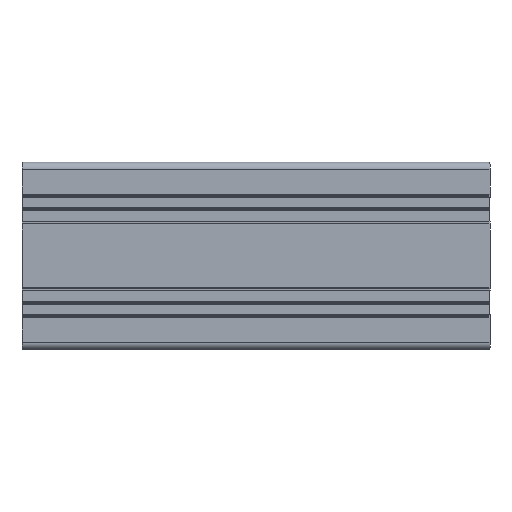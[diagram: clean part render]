
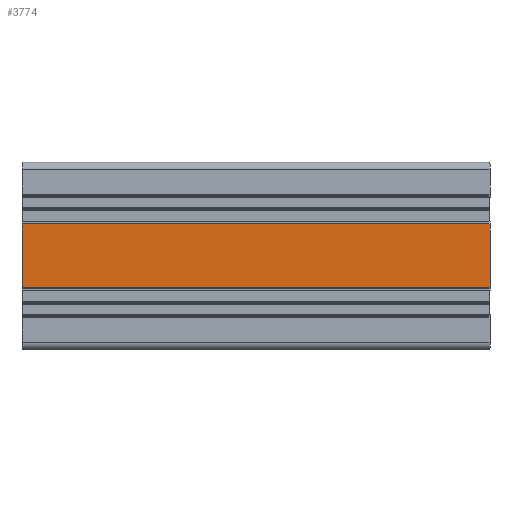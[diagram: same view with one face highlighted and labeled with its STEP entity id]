
A CAD part, top view. The second image highlights one B-rep face of the part: STEP entity #3774.
In plain terms, the highlighted planar face has unit normal (0, 0, 1).
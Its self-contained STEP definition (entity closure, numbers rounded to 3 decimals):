
#760 = CARTESIAN_POINT ( 'NONE',  ( 98.719, 14.927, 120. ) ) ;
#1138 = DIRECTION ( 'NONE',  ( 0., -1., 0. ) ) ;
#1883 = LINE ( 'NONE', #20288, #2727 ) ;
#2727 = VECTOR ( 'NONE', #5697, 1000. ) ;
#3357 = CARTESIAN_POINT ( 'NONE',  ( -101.281, -12.423, 120. ) ) ;
#3577 = VERTEX_POINT ( 'NONE', #15332 ) ;
#3774 = ADVANCED_FACE ( 'NONE', ( #21372 ), #10325, .F. ) ;
#4251 = CARTESIAN_POINT ( 'NONE',  ( 98.719, -12.423, 120. ) ) ;
#5697 = DIRECTION ( 'NONE',  ( -1., 0., 0. ) ) ;
#6343 = CARTESIAN_POINT ( 'NONE',  ( 98.719, -12.423, 120. ) ) ;
#6789 = ORIENTED_EDGE ( 'NONE', *, *, #12236, .T. ) ;
#7403 = VECTOR ( 'NONE', #1138, 1000. ) ;
#7641 = VECTOR ( 'NONE', #22511, 1000. ) ;
#8282 = EDGE_CURVE ( 'NONE', #3577, #23222, #17040, .T. ) ;
#8539 = DIRECTION ( 'NONE',  ( 0., 0., -1. ) ) ;
#8768 = VECTOR ( 'NONE', #11496, 1000. ) ;
#8774 = CARTESIAN_POINT ( 'NONE',  ( 98.719, 14.927, 120. ) ) ;
#8875 = CARTESIAN_POINT ( 'NONE',  ( -101.281, 14.927, 120. ) ) ;
#9692 = AXIS2_PLACEMENT_3D ( 'NONE', #8774, #8539, #12339 ) ;
#10171 = ORIENTED_EDGE ( 'NONE', *, *, #8282, .F. ) ;
#10325 = PLANE ( 'NONE',  #9692 ) ;
#10685 = EDGE_CURVE ( 'NONE', #23222, #23371, #13266, .T. ) ;
#11496 = DIRECTION ( 'NONE',  ( -1., 0., 0. ) ) ;
#11727 = CARTESIAN_POINT ( 'NONE',  ( -101.281, 14.927, 120. ) ) ;
#11913 = ORIENTED_EDGE ( 'NONE', *, *, #15392, .T. ) ;
#12236 = EDGE_CURVE ( 'NONE', #3577, #22482, #1883, .T. ) ;
#12339 = DIRECTION ( 'NONE',  ( -1., 0., 0. ) ) ;
#13266 = LINE ( 'NONE', #4251, #8768 ) ;
#15295 = EDGE_LOOP ( 'NONE', ( #11913, #22052, #10171, #6789 ) ) ;
#15332 = CARTESIAN_POINT ( 'NONE',  ( 98.719, 14.927, 120. ) ) ;
#15392 = EDGE_CURVE ( 'NONE', #22482, #23371, #20975, .T. ) ;
#17040 = LINE ( 'NONE', #760, #7641 ) ;
#20288 = CARTESIAN_POINT ( 'NONE',  ( 98.719, 14.927, 120. ) ) ;
#20975 = LINE ( 'NONE', #11727, #7403 ) ;
#21372 = FACE_OUTER_BOUND ( 'NONE', #15295, .T. ) ;
#22052 = ORIENTED_EDGE ( 'NONE', *, *, #10685, .F. ) ;
#22482 = VERTEX_POINT ( 'NONE', #8875 ) ;
#22511 = DIRECTION ( 'NONE',  ( 0., -1., 0. ) ) ;
#23222 = VERTEX_POINT ( 'NONE', #6343 ) ;
#23371 = VERTEX_POINT ( 'NONE', #3357 ) ;
